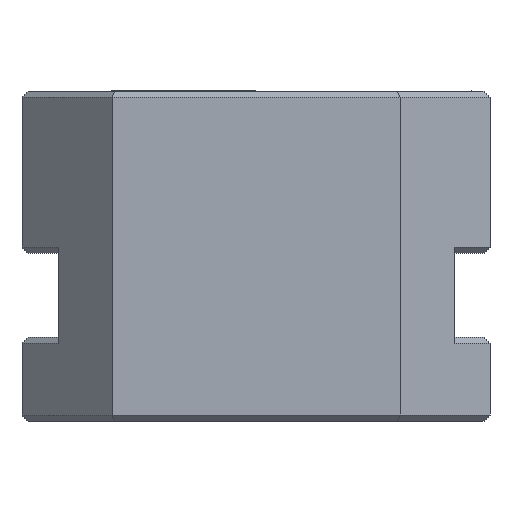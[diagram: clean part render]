
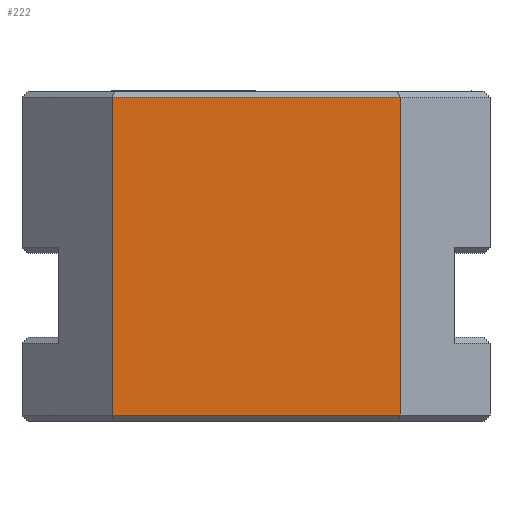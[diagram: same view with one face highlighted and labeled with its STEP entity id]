
A CAD part, front view. The second image highlights one B-rep face of the part: STEP entity #222.
In plain terms, the highlighted planar face has unit normal (0, -1, 0).
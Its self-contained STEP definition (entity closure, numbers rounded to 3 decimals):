
#222=ADVANCED_FACE('',(#358),#308,.T.);
#308=PLANE('',#1331);
#358=FACE_OUTER_BOUND('',#418,.T.);
#418=EDGE_LOOP('',(#574,#575,#576,#577));
#574=ORIENTED_EDGE('',*,*,#990,.T.);
#575=ORIENTED_EDGE('',*,*,#991,.T.);
#576=ORIENTED_EDGE('',*,*,#992,.T.);
#577=ORIENTED_EDGE('',*,*,#993,.T.);
#874=VERTEX_POINT('',#1905);
#875=VERTEX_POINT('',#1906);
#876=VERTEX_POINT('',#1908);
#877=VERTEX_POINT('',#1910);
#990=EDGE_CURVE('',#874,#875,#1126,.T.);
#991=EDGE_CURVE('',#875,#876,#1127,.T.);
#992=EDGE_CURVE('',#876,#877,#1128,.T.);
#993=EDGE_CURVE('',#877,#874,#1129,.T.);
#1126=LINE('',#1904,#1234);
#1127=LINE('',#1907,#1235);
#1128=LINE('',#1909,#1236);
#1129=LINE('',#1911,#1237);
#1234=VECTOR('',#1513,1.);
#1235=VECTOR('',#1514,1.);
#1236=VECTOR('',#1515,1.);
#1237=VECTOR('',#1516,1.);
#1331=AXIS2_PLACEMENT_3D('',#1912,#1517,#1518);
#1513=DIRECTION('',(0.,0.,-1.));
#1514=DIRECTION('',(1.,0.,0.));
#1515=DIRECTION('',(0.,0.,1.));
#1516=DIRECTION('',(-1.,0.,0.));
#1517=DIRECTION('',(0.,-1.,0.));
#1518=DIRECTION('',(0.,0.,-1.));
#1904=CARTESIAN_POINT('',(-24.,-192.,0.));
#1905=CARTESIAN_POINT('',(-24.,-192.,54.));
#1906=CARTESIAN_POINT('',(-24.,-192.,1.));
#1907=CARTESIAN_POINT('',(24.,-192.,1.));
#1908=CARTESIAN_POINT('',(24.,-192.,1.));
#1909=CARTESIAN_POINT('',(24.,-192.,55.));
#1910=CARTESIAN_POINT('',(24.,-192.,54.));
#1911=CARTESIAN_POINT('',(-24.,-192.,54.));
#1912=CARTESIAN_POINT('',(0.,-192.,0.));
